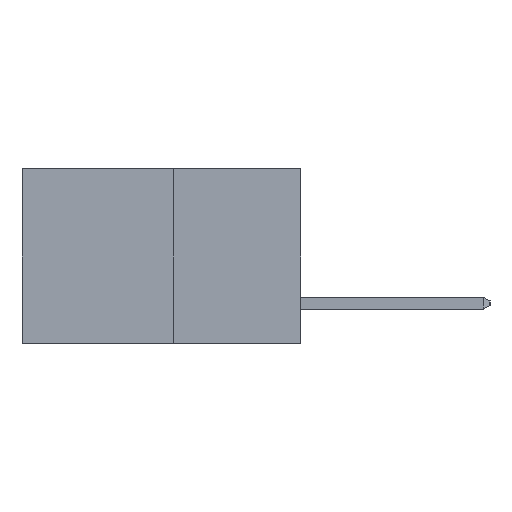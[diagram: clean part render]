
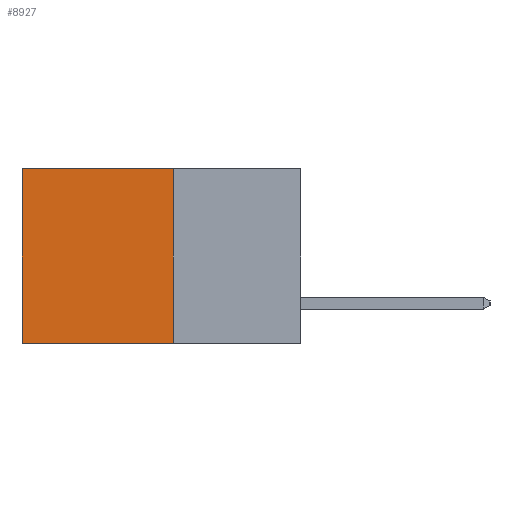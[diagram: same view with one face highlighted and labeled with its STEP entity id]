
A CAD part, left-side view. The second image highlights one B-rep face of the part: STEP entity #8927.
In plain terms, the highlighted planar face has unit normal (-1, 0, 0).
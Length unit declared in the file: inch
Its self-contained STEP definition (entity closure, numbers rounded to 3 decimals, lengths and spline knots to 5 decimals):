
#379 = VECTOR ( 'NONE', #6870, 39.37008 ) ;
#1544 = EDGE_CURVE ( 'NONE', #16530, #18473, #13044, .T. ) ;
#1993 = EDGE_CURVE ( 'NONE', #15234, #3822, #3079, .T. ) ;
#2745 = PLANE ( 'NONE',  #7119 ) ;
#3079 = LINE ( 'NONE', #11957, #11928 ) ;
#3636 = EDGE_LOOP ( 'NONE', ( #8934, #22489, #7041, #16755 ) ) ;
#3822 = VERTEX_POINT ( 'NONE', #10662 ) ;
#4482 = DIRECTION ( 'NONE',  ( 1., 0., 0. ) ) ;
#4907 = CARTESIAN_POINT ( 'NONE',  ( 0.277, 0.59, -0.37 ) ) ;
#6039 = FACE_OUTER_BOUND ( 'NONE', #3636, .T. ) ;
#6870 = DIRECTION ( 'NONE',  ( 0., 0., -1. ) ) ;
#7041 = ORIENTED_EDGE ( 'NONE', *, *, #12058, .F. ) ;
#7119 = AXIS2_PLACEMENT_3D ( 'NONE', #15146, #4482, #16918 ) ;
#7796 = VECTOR ( 'NONE', #17118, 39.37008 ) ;
#7888 = EDGE_CURVE ( 'NONE', #18473, #3822, #14702, .T. ) ;
#8487 = DIRECTION ( 'NONE',  ( 0., 0., -1. ) ) ;
#8927 = ADVANCED_FACE ( 'NONE', ( #6039 ), #2745, .F. ) ;
#8934 = ORIENTED_EDGE ( 'NONE', *, *, #7888, .T. ) ;
#9582 = CARTESIAN_POINT ( 'NONE',  ( 0.277, 0.27, -0.37 ) ) ;
#10334 = LINE ( 'NONE', #20967, #379 ) ;
#10662 = CARTESIAN_POINT ( 'NONE',  ( 0.277, 0.59, -0.37 ) ) ;
#11526 = DIRECTION ( 'NONE',  ( 0., 1., 0. ) ) ;
#11928 = VECTOR ( 'NONE', #11526, 39.37008 ) ;
#11957 = CARTESIAN_POINT ( 'NONE',  ( 0.277, 0.27, -0.37 ) ) ;
#12058 = EDGE_CURVE ( 'NONE', #16530, #15234, #10334, .T. ) ;
#13044 = LINE ( 'NONE', #20907, #7796 ) ;
#14139 = VECTOR ( 'NONE', #8487, 39.37008 ) ;
#14702 = LINE ( 'NONE', #4907, #14139 ) ;
#15146 = CARTESIAN_POINT ( 'NONE',  ( 0.277, 0.27, -0.37 ) ) ;
#15234 = VERTEX_POINT ( 'NONE', #9582 ) ;
#15706 = CARTESIAN_POINT ( 'NONE',  ( 0.277, 0.27, 0. ) ) ;
#15710 = CARTESIAN_POINT ( 'NONE',  ( 0.277, 0.59, 0. ) ) ;
#16530 = VERTEX_POINT ( 'NONE', #15706 ) ;
#16755 = ORIENTED_EDGE ( 'NONE', *, *, #1544, .T. ) ;
#16918 = DIRECTION ( 'NONE',  ( 0., 0., -1. ) ) ;
#17118 = DIRECTION ( 'NONE',  ( 0., 1., 0. ) ) ;
#18473 = VERTEX_POINT ( 'NONE', #15710 ) ;
#20907 = CARTESIAN_POINT ( 'NONE',  ( 0.277, 0.27, 0. ) ) ;
#20967 = CARTESIAN_POINT ( 'NONE',  ( 0.277, 0.27, -0.37 ) ) ;
#22489 = ORIENTED_EDGE ( 'NONE', *, *, #1993, .F. ) ;
